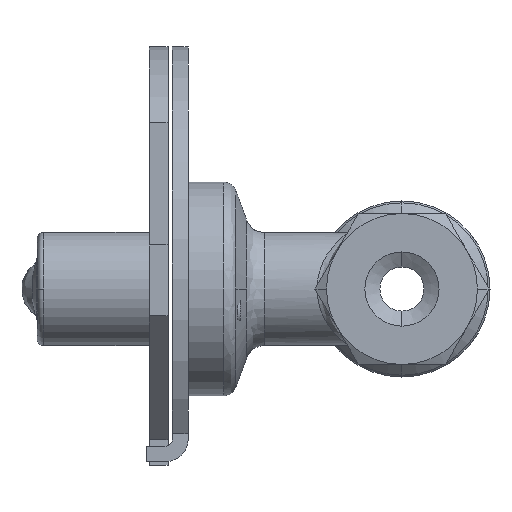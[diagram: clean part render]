
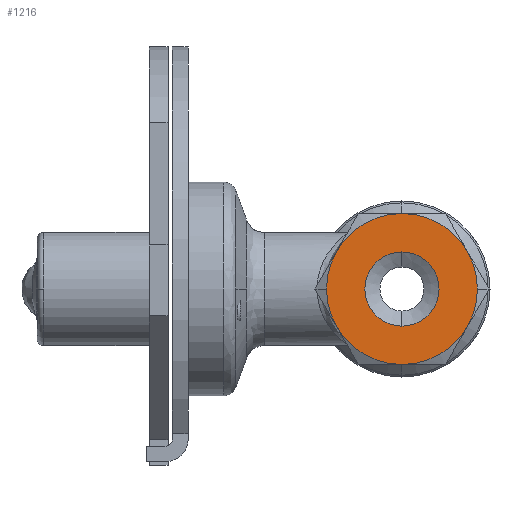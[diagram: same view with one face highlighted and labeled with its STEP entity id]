
A CAD part, left-side view. The second image highlights one B-rep face of the part: STEP entity #1216.
In plain terms, the highlighted planar face has unit normal (-1, 0, 0).
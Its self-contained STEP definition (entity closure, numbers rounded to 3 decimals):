
#1216=ADVANCED_FACE('NONE',(#3279,#3280),#3281,.F.);
#3279=FACE_OUTER_BOUND('',#6713,.T.);
#3280=FACE_BOUND('',#6714,.T.);
#3281=PLANE('',#6715);
#6713=EDGE_LOOP('',(#14602,#14603,#14604,#14605,#14606,#14607,#14608,#14609));
#6714=EDGE_LOOP('',(#14610,#14611));
#6715=AXIS2_PLACEMENT_3D('',#14612,#14613,#14614);
#14602=ORIENTED_EDGE('',*,*,#23412,.T.);
#14603=ORIENTED_EDGE('',*,*,#23413,.T.);
#14604=ORIENTED_EDGE('',*,*,#23414,.T.);
#14605=ORIENTED_EDGE('',*,*,#23415,.T.);
#14606=ORIENTED_EDGE('',*,*,#23416,.T.);
#14607=ORIENTED_EDGE('',*,*,#23369,.T.);
#14608=ORIENTED_EDGE('',*,*,#23417,.T.);
#14609=ORIENTED_EDGE('',*,*,#23418,.T.);
#14610=ORIENTED_EDGE('',*,*,#23419,.F.);
#14611=ORIENTED_EDGE('',*,*,#23145,.F.);
#14612=CARTESIAN_POINT('',(-27.0,-12.144,12.144));
#14613=DIRECTION('',(1.0,-0.0,0.0));
#14614=DIRECTION('',(0.0,1.0,0.0));
#23145=EDGE_CURVE('NONE',#26902,#26904,#26905,.T.);
#23369=EDGE_CURVE('NONE',#27305,#27302,#27306,.T.);
#23412=EDGE_CURVE('NONE',#27379,#27380,#27381,.T.);
#23413=EDGE_CURVE('NONE',#27380,#27382,#27383,.T.);
#23414=EDGE_CURVE('NONE',#27382,#27384,#27385,.T.);
#23415=EDGE_CURVE('NONE',#27384,#27386,#27387,.T.);
#23416=EDGE_CURVE('NONE',#27386,#27305,#27388,.T.);
#23417=EDGE_CURVE('NONE',#27302,#27389,#27390,.T.);
#23418=EDGE_CURVE('NONE',#27389,#27379,#27391,.T.);
#23419=EDGE_CURVE('NONE',#26904,#26902,#27392,.T.);
#26902=VERTEX_POINT('NONE',#32618);
#26904=VERTEX_POINT('NONE',#32621);
#26905=CIRCLE('',#32622,5.9);
#27302=VERTEX_POINT('NONE',#33233);
#27305=VERTEX_POINT('NONE',#33237);
#27306=CIRCLE('',#33238,12.0);
#27379=VERTEX_POINT('NONE',#33377);
#27380=VERTEX_POINT('NONE',#33378);
#27381=CIRCLE('',#33379,12.0);
#27382=VERTEX_POINT('',#33380);
#27383=CIRCLE('',#33381,12.0);
#27384=VERTEX_POINT('NONE',#33382);
#27385=CIRCLE('',#33383,12.0);
#27386=VERTEX_POINT('NONE',#33384);
#27387=CIRCLE('',#33385,12.0);
#27388=CIRCLE('',#33386,12.0);
#27389=VERTEX_POINT('NONE',#33387);
#27390=CIRCLE('',#33388,12.0);
#27391=CIRCLE('',#33389,12.0);
#27392=CIRCLE('',#33390,5.9);
#32618=CARTESIAN_POINT('',(-27.0,0.,-5.9));
#32621=CARTESIAN_POINT('',(-27.0,0.0,5.9));
#32622=AXIS2_PLACEMENT_3D('',#41607,#41608,#41609);
#33233=CARTESIAN_POINT('',(-27.0,12.0,0.0));
#33237=CARTESIAN_POINT('',(-27.0,10.392,6.));
#33238=AXIS2_PLACEMENT_3D('',#41817,#41818,#41819);
#33377=CARTESIAN_POINT('',(-27.0,0.,-12.0));
#33378=CARTESIAN_POINT('',(-27.,-10.392,-6.));
#33379=AXIS2_PLACEMENT_3D('',#41853,#41854,#41855);
#33380=CARTESIAN_POINT('',(-27.0,-12.0,0.));
#33381=AXIS2_PLACEMENT_3D('',#41856,#41857,#41858);
#33382=CARTESIAN_POINT('',(-27.0,-10.392,6.));
#33383=AXIS2_PLACEMENT_3D('',#41859,#41860,#41861);
#33384=CARTESIAN_POINT('',(-27.0,0.,12.0));
#33385=AXIS2_PLACEMENT_3D('',#41862,#41863,#41864);
#33386=AXIS2_PLACEMENT_3D('',#41865,#41866,#41867);
#33387=CARTESIAN_POINT('',(-27.,10.392,-6.));
#33388=AXIS2_PLACEMENT_3D('',#41868,#41869,#41870);
#33389=AXIS2_PLACEMENT_3D('',#41871,#41872,#41873);
#33390=AXIS2_PLACEMENT_3D('',#41874,#41875,#41876);
#41607=CARTESIAN_POINT('',(-27.0,0.0,0.0));
#41608=DIRECTION('',(-1.0,0.0,0.0));
#41609=DIRECTION('',(0.0,0.0,1.0));
#41817=CARTESIAN_POINT('',(-27.0,0.0,0.0));
#41818=DIRECTION('',(-1.0,0.,0.));
#41819=DIRECTION('',(0.,1.0,0.));
#41853=CARTESIAN_POINT('',(-27.0,0.0,0.0));
#41854=DIRECTION('',(-1.0,0.,0.0));
#41855=DIRECTION('',(0.,1.0,0.0));
#41856=CARTESIAN_POINT('',(-27.0,0.0,0.0));
#41857=DIRECTION('',(-1.0,0.,0.));
#41858=DIRECTION('',(0.,1.0,0.));
#41859=CARTESIAN_POINT('',(-27.0,0.0,0.0));
#41860=DIRECTION('',(-1.0,0.,0.));
#41861=DIRECTION('',(0.,1.0,0.));
#41862=CARTESIAN_POINT('',(-27.0,0.,0.0));
#41863=DIRECTION('',(-1.0,0.,0.0));
#41864=DIRECTION('',(0.,1.0,0.0));
#41865=CARTESIAN_POINT('',(-27.0,0.0,0.0));
#41866=DIRECTION('',(-1.0,0.,0.0));
#41867=DIRECTION('',(0.,1.0,0.0));
#41868=CARTESIAN_POINT('',(-27.0,0.0,0.0));
#41869=DIRECTION('',(-1.0,0.,0.0));
#41870=DIRECTION('',(0.,1.0,0.0));
#41871=CARTESIAN_POINT('',(-27.0,0.0,0.0));
#41872=DIRECTION('',(-1.0,0.,0.0));
#41873=DIRECTION('',(0.,1.0,0.0));
#41874=CARTESIAN_POINT('',(-27.0,0.0,0.0));
#41875=DIRECTION('',(-1.0,0.0,0.0));
#41876=DIRECTION('',(0.0,0.0,1.0));
